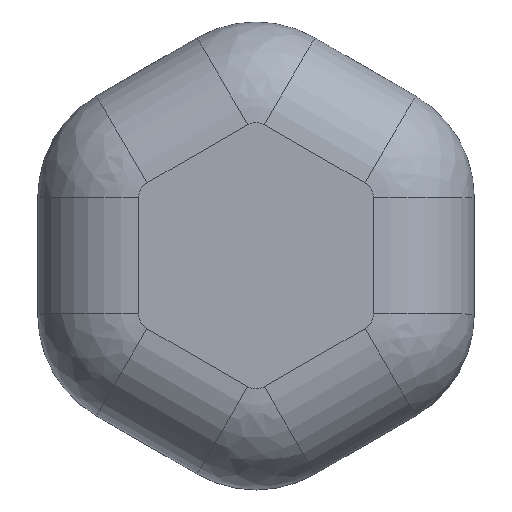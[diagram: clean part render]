
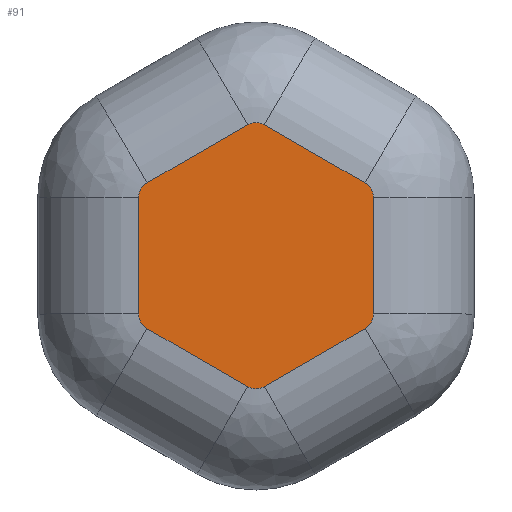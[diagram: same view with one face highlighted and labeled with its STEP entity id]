
A CAD part, top view. The second image highlights one B-rep face of the part: STEP entity #91.
In plain terms, the highlighted planar face has unit normal (0, 0, 1).
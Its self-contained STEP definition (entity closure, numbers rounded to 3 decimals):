
#91 = ADVANCED_FACE( '', ( #148 ), #149, .F. );
#148 = FACE_OUTER_BOUND( '', #227, .T. );
#149 = PLANE( '', #228 );
#227 = EDGE_LOOP( '', ( #545, #546, #547, #548, #549, #550, #551, #552, #553, #554, #555, #556 ) );
#228 = AXIS2_PLACEMENT_3D( '', #557, #558, #559 );
#545 = ORIENTED_EDGE( '', *, *, #759, .T. );
#546 = ORIENTED_EDGE( '', *, *, #760, .T. );
#547 = ORIENTED_EDGE( '', *, *, #761, .T. );
#548 = ORIENTED_EDGE( '', *, *, #762, .T. );
#549 = ORIENTED_EDGE( '', *, *, #763, .T. );
#550 = ORIENTED_EDGE( '', *, *, #764, .T. );
#551 = ORIENTED_EDGE( '', *, *, #765, .T. );
#552 = ORIENTED_EDGE( '', *, *, #766, .T. );
#553 = ORIENTED_EDGE( '', *, *, #767, .T. );
#554 = ORIENTED_EDGE( '', *, *, #768, .T. );
#555 = ORIENTED_EDGE( '', *, *, #769, .T. );
#556 = ORIENTED_EDGE( '', *, *, #770, .T. );
#557 = CARTESIAN_POINT( '', ( -3., 1.732, 6.5 ) );
#558 = DIRECTION( '', ( 0., 0., -1. ) );
#559 = DIRECTION( '', ( -0.5, 0.866, 0. ) );
#759 = EDGE_CURVE( '', #903, #904, #905, .F. );
#760 = EDGE_CURVE( '', #904, #906, #907, .F. );
#761 = EDGE_CURVE( '', #906, #908, #909, .F. );
#762 = EDGE_CURVE( '', #908, #910, #911, .F. );
#763 = EDGE_CURVE( '', #910, #912, #913, .F. );
#764 = EDGE_CURVE( '', #912, #914, #915, .F. );
#765 = EDGE_CURVE( '', #914, #916, #917, .F. );
#766 = EDGE_CURVE( '', #916, #918, #919, .F. );
#767 = EDGE_CURVE( '', #918, #920, #921, .F. );
#768 = EDGE_CURVE( '', #920, #922, #923, .F. );
#769 = EDGE_CURVE( '', #922, #924, #925, .F. );
#770 = EDGE_CURVE( '', #924, #903, #926, .F. );
#903 = VERTEX_POINT( '', #1098 );
#904 = VERTEX_POINT( '', #1099 );
#905 = CIRCLE( '', #1100, 0.5 );
#906 = VERTEX_POINT( '', #1101 );
#907 = LINE( '', #1102, #1103 );
#908 = VERTEX_POINT( '', #1104 );
#909 = CIRCLE( '', #1105, 0.5 );
#910 = VERTEX_POINT( '', #1106 );
#911 = LINE( '', #1107, #1108 );
#912 = VERTEX_POINT( '', #1109 );
#913 = CIRCLE( '', #1110, 0.5 );
#914 = VERTEX_POINT( '', #1111 );
#915 = LINE( '', #1112, #1113 );
#916 = VERTEX_POINT( '', #1114 );
#917 = CIRCLE( '', #1115, 0.5 );
#918 = VERTEX_POINT( '', #1116 );
#919 = LINE( '', #1117, #1118 );
#920 = VERTEX_POINT( '', #1119 );
#921 = CIRCLE( '', #1120, 0.5 );
#922 = VERTEX_POINT( '', #1121 );
#923 = LINE( '', #1122, #1123 );
#924 = VERTEX_POINT( '', #1124 );
#925 = CIRCLE( '', #1125, 0.5 );
#926 = LINE( '', #1126, #1127 );
#1098 = CARTESIAN_POINT( '', ( -0.25, -3.897, 6.5 ) );
#1099 = CARTESIAN_POINT( '', ( 0.25, -3.897, 6.5 ) );
#1100 = AXIS2_PLACEMENT_3D( '', #1269, #1270, #1271 );
#1101 = CARTESIAN_POINT( '', ( 3.25, -2.165, 6.5 ) );
#1102 = CARTESIAN_POINT( '', ( 3.25, -2.165, 6.5 ) );
#1103 = VECTOR( '', #1272, 1000. );
#1104 = CARTESIAN_POINT( '', ( 3.5, -1.732, 6.5 ) );
#1105 = AXIS2_PLACEMENT_3D( '', #1273, #1274, #1275 );
#1106 = CARTESIAN_POINT( '', ( 3.5, 1.732, 6.5 ) );
#1107 = CARTESIAN_POINT( '', ( 3.5, 1.732, 6.5 ) );
#1108 = VECTOR( '', #1276, 1000. );
#1109 = CARTESIAN_POINT( '', ( 3.25, 2.165, 6.5 ) );
#1110 = AXIS2_PLACEMENT_3D( '', #1277, #1278, #1279 );
#1111 = CARTESIAN_POINT( '', ( 0.25, 3.897, 6.5 ) );
#1112 = CARTESIAN_POINT( '', ( 0.25, 3.897, 6.5 ) );
#1113 = VECTOR( '', #1280, 1000. );
#1114 = CARTESIAN_POINT( '', ( -0.25, 3.897, 6.5 ) );
#1115 = AXIS2_PLACEMENT_3D( '', #1281, #1282, #1283 );
#1116 = CARTESIAN_POINT( '', ( -3.25, 2.165, 6.5 ) );
#1117 = CARTESIAN_POINT( '', ( -3.25, 2.165, 6.5 ) );
#1118 = VECTOR( '', #1284, 1000. );
#1119 = CARTESIAN_POINT( '', ( -3.5, 1.732, 6.5 ) );
#1120 = AXIS2_PLACEMENT_3D( '', #1285, #1286, #1287 );
#1121 = CARTESIAN_POINT( '', ( -3.5, -1.732, 6.5 ) );
#1122 = CARTESIAN_POINT( '', ( -3.5, -1.732, 6.5 ) );
#1123 = VECTOR( '', #1288, 1000. );
#1124 = CARTESIAN_POINT( '', ( -3.25, -2.165, 6.5 ) );
#1125 = AXIS2_PLACEMENT_3D( '', #1289, #1290, #1291 );
#1126 = CARTESIAN_POINT( '', ( -0.25, -3.897, 6.5 ) );
#1127 = VECTOR( '', #1292, 1000. );
#1269 = CARTESIAN_POINT( '', ( 0., -3.464, 6.5 ) );
#1270 = DIRECTION( '', ( 0., 0., -1. ) );
#1271 = DIRECTION( '', ( -1., 0., 0. ) );
#1272 = DIRECTION( '', ( -0.866, -0.5, 0. ) );
#1273 = CARTESIAN_POINT( '', ( 3., -1.732, 6.5 ) );
#1274 = DIRECTION( '', ( 0., 0., -1. ) );
#1275 = DIRECTION( '', ( -1., 0., 0. ) );
#1276 = DIRECTION( '', ( 0., -1., 0. ) );
#1277 = CARTESIAN_POINT( '', ( 3., 1.732, 6.5 ) );
#1278 = DIRECTION( '', ( 0., 0., -1. ) );
#1279 = DIRECTION( '', ( -1., 0., 0. ) );
#1280 = DIRECTION( '', ( 0.866, -0.5, 0. ) );
#1281 = CARTESIAN_POINT( '', ( 0., 3.464, 6.5 ) );
#1282 = DIRECTION( '', ( 0., 0., -1. ) );
#1283 = DIRECTION( '', ( -1., 0., 0. ) );
#1284 = DIRECTION( '', ( 0.866, 0.5, 0. ) );
#1285 = CARTESIAN_POINT( '', ( -3., 1.732, 6.5 ) );
#1286 = DIRECTION( '', ( 0., 0., -1. ) );
#1287 = DIRECTION( '', ( -1., 0., 0. ) );
#1288 = DIRECTION( '', ( 0., 1., 0. ) );
#1289 = CARTESIAN_POINT( '', ( -3., -1.732, 6.5 ) );
#1290 = DIRECTION( '', ( 0., 0., -1. ) );
#1291 = DIRECTION( '', ( -1., 0., 0. ) );
#1292 = DIRECTION( '', ( -0.866, 0.5, 0. ) );
